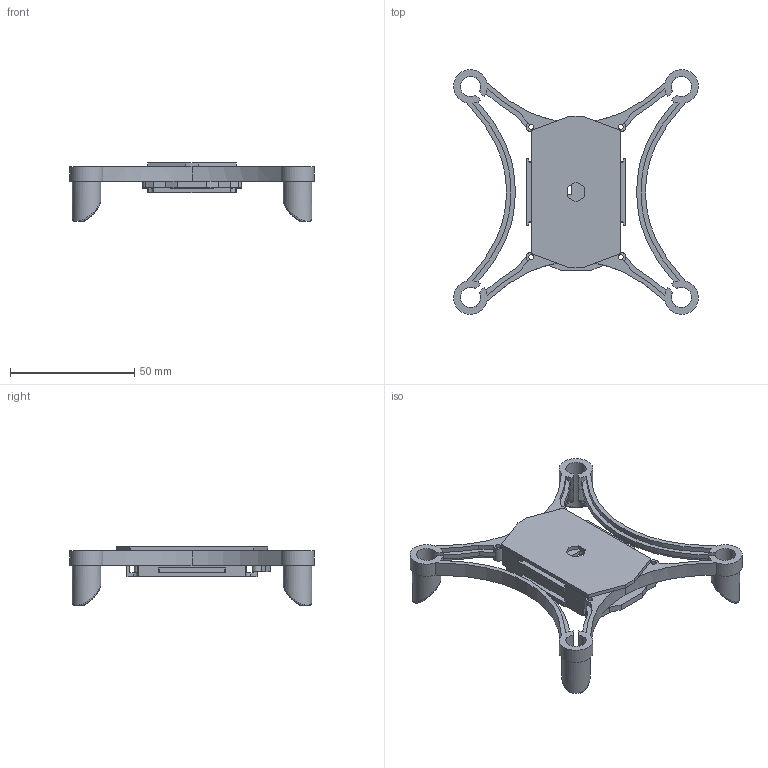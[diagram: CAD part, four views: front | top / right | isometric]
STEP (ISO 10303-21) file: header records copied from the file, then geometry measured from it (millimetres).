
FILE_DESCRIPTION(/* description */ (''),/* implementation_level */ '2;1');
FILE_NAME(/* name */ 'Drone.step',/* time_stamp */ '2026-01-13T00:21:55+05:45',/* author */ (''),/* organization */ (''),/* preprocessor_version */ 'ST-DEVELOPER v20.1',/* originating_system */ 'Autodesk Translation Framework v14.21.0.0',/* authorisation */ '');
FILE_SCHEMA (('AUTOMOTIVE_DESIGN { 1 0 10303 214 3 1 1 }'));
Length unit declared in the file: millimetre
Products named in the file (1): Drone
Bounding box: 98.59 x 98.59 x 23.5 mm (x, y, z)
Volume: 17460.9 mm3; surface area: 22790.3 mm2
Topology: 3 solids, 3 shells, 345 faces, 1000 edges, 666 vertices
Faces by surface type: plane 191, cylinder 112, bspline 40, cone 2
Full cylindrical faces by diameter (mm): 2.1 x8, 2.5 x2, 3 x2, 3.5 x4, 4.5 x2
Entity records: 13206 total; most frequent: CARTESIAN_POINT 4072, ORIENTED_EDGE 2000, DIRECTION 1768, EDGE_CURVE 1000, VERTEX_POINT 666, LINE 640, VECTOR 640, AXIS2_PLACEMENT_3D 564
